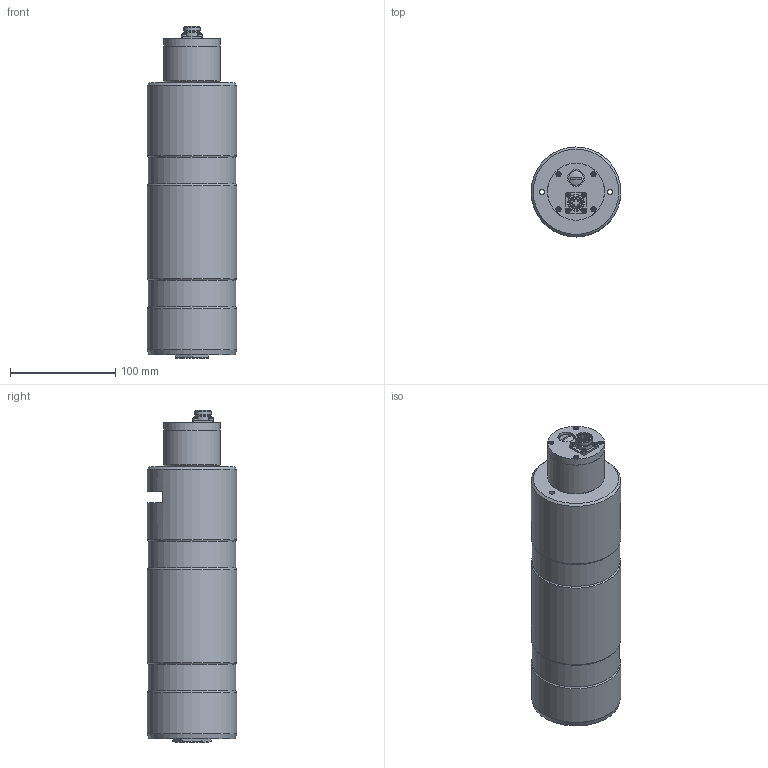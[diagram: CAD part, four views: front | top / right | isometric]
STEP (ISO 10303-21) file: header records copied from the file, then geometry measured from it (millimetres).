
FILE_DESCRIPTION (( 'STEP AP203' ), '1' );
FILE_NAME ('422-618-000-001.STEP', '2016-06-29T12:04:57', ( 'magtroladmin' ), ( 'Hewlett-Packard Company' ), 'SwSTEP 2.0', 'SolidWorks 2016', '' );
FILE_SCHEMA (( 'CONFIG_CONTROL_DESIGN' ));
Length unit declared in the file: millimetre
Products named in the file (1): 422-618-000-001
Bounding box: 85 x 85 x 315 mm (x, y, z)
Surface area: 94547.4 mm2 (no closed solid volume)
Topology: 0 solids, 29 shells, 165 faces, 438 edges, 288 vertices
Faces by surface type: plane 85, cylinder 40, torus 22, cone 17, sphere 1
Full cylindrical faces by diameter (mm): 0.8 x4, 1.6 x4, 2.1 x1, 4.5 x4, 5 x8, 12 x1, 14 x1, 15 x2, 16 x3, 54 x2, 83 x2, 85 x3
Entity records: 4683 total; most frequent: CARTESIAN_POINT 846, DIRECTION 822, ORIENTED_EDGE 550, EDGE_CURVE 350, AXIS2_PLACEMENT_3D 314, VERTEX_POINT 274, EDGE_LOOP 272, FACE_OUTER_BOUND 223
